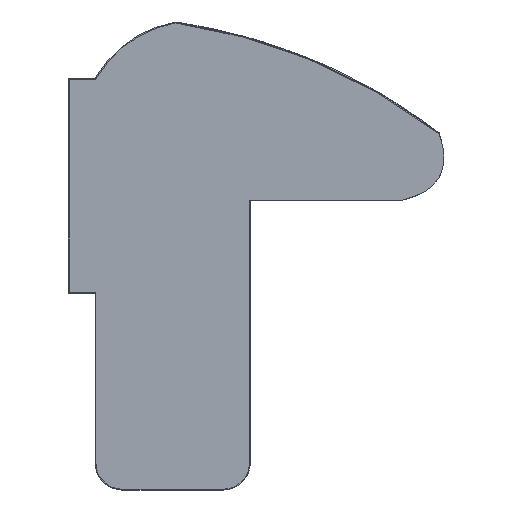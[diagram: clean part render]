
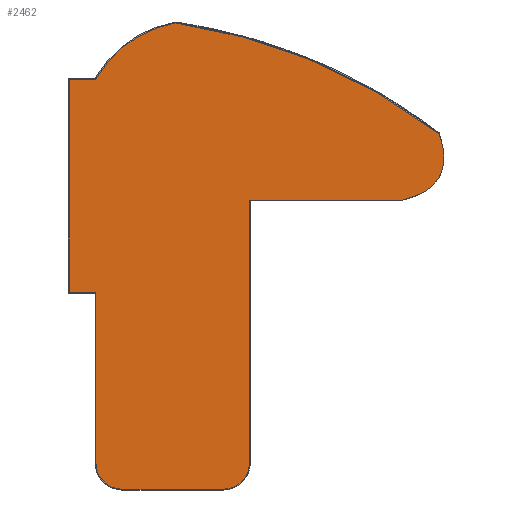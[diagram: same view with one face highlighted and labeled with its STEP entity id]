
A CAD part, front view. The second image highlights one B-rep face of the part: STEP entity #2462.
In plain terms, the highlighted planar face has unit normal (0, -1, 0).
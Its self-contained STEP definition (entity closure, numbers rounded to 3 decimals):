
#16 = CARTESIAN_POINT ( 'NONE',  ( 8.732, 0., 8.301 ) ) ;
#20 = CARTESIAN_POINT ( 'NONE',  ( 8.732, 0., 0. ) ) ;
#33 = CIRCLE ( 'NONE', #2965, 2.9 ) ;
#43 = VERTEX_POINT ( 'NONE', #892 ) ;
#95 = VERTEX_POINT ( 'NONE', #16 ) ;
#127 = CARTESIAN_POINT ( 'NONE',  ( 27.244, 0., 17.651 ) ) ;
#140 = CARTESIAN_POINT ( 'NONE',  ( 3.16, 0., 27.705 ) ) ;
#141 = VERTEX_POINT ( 'NONE', #2698 ) ;
#142 = EDGE_LOOP ( 'NONE', ( #2717, #1825, #3017, #857, #2598, #2250, #2380, #1952, #1357, #221, #2752, #1181, #341, #318 ) ) ;
#163 = CARTESIAN_POINT ( 'NONE',  ( 25.793, 0., 8.301 ) ) ;
#173 = CARTESIAN_POINT ( 'NONE',  ( -8.414, 0., -2.191 ) ) ;
#177 = DIRECTION ( 'NONE',  ( 0., 0., -1. ) ) ;
#191 = CARTESIAN_POINT ( 'NONE',  ( -11.514, 0., 21.809 ) ) ;
#201 = VECTOR ( 'NONE', #667, 1000. ) ;
#221 = ORIENTED_EDGE ( 'NONE', *, *, #879, .F. ) ;
#234 = AXIS2_PLACEMENT_3D ( 'NONE', #418, #2372, #2861 ) ;
#283 = DIRECTION ( 'NONE',  ( 0., 0., 1. ) ) ;
#310 = VERTEX_POINT ( 'NONE', #2578 ) ;
#318 = ORIENTED_EDGE ( 'NONE', *, *, #3113, .T. ) ;
#341 = ORIENTED_EDGE ( 'NONE', *, *, #428, .T. ) ;
#376 = CARTESIAN_POINT ( 'NONE',  ( 24.423, 0., 19.491 ) ) ;
#397 = EDGE_CURVE ( 'NONE', #1387, #43, #2895, .T. ) ;
#401 = CARTESIAN_POINT ( 'NONE',  ( 0.489, 0., 28.11 ) ) ;
#418 = CARTESIAN_POINT ( 'NONE',  ( -8.614, 0., -2.191 ) ) ;
#422 = CARTESIAN_POINT ( 'NONE',  ( 5.832, 0., -23.991 ) ) ;
#428 = EDGE_CURVE ( 'NONE', #1036, #2313, #2847, .T. ) ;
#461 = B_SPLINE_CURVE_WITH_KNOTS ( 'NONE', 3,
 ( #1292, #2288, #1838, #625, #127, #1081, #376, #2800, #1094, #1792, #856, #1780, #140, #2311 ),
 .UNSPECIFIED., .F., .F.,
 ( 4, 2, 2, 2, 2, 2, 4 ),
 ( 0., 0.002, 0.004, 0.008, 0.016, 0.024, 0.032 ),
 .UNSPECIFIED. ) ;
#518 = DIRECTION ( 'NONE',  ( 1., 0., 0. ) ) ;
#524 = DIRECTION ( 'NONE',  ( 1., 0., 0. ) ) ;
#542 = LINE ( 'NONE', #2426, #1123 ) ;
#613 = CARTESIAN_POINT ( 'NONE',  ( 5.832, 0., -21.091 ) ) ;
#625 = CARTESIAN_POINT ( 'NONE',  ( 27.799, 0., 17.266 ) ) ;
#667 = DIRECTION ( 'NONE',  ( 1., 0., 0. ) ) ;
#677 = CARTESIAN_POINT ( 'NONE',  ( 0., 0., -23.991 ) ) ;
#693 = CARTESIAN_POINT ( 'NONE',  ( 29.976, 0., 15.669 ) ) ;
#709 = LINE ( 'NONE', #1158, #201 ) ;
#728 = CARTESIAN_POINT ( 'NONE',  ( 0., 0., 0. ) ) ;
#781 = VERTEX_POINT ( 'NONE', #173 ) ;
#792 = DIRECTION ( 'NONE',  ( 0., 1., 0. ) ) ;
#830 = EDGE_CURVE ( 'NONE', #95, #1794, #709, .T. ) ;
#856 = CARTESIAN_POINT ( 'NONE',  ( 11.008, 0., 25.701 ) ) ;
#857 = ORIENTED_EDGE ( 'NONE', *, *, #2046, .T. ) ;
#860 = CARTESIAN_POINT ( 'NONE',  ( 2.744, 0., 15.409 ) ) ;
#879 = EDGE_CURVE ( 'NONE', #781, #1138, #2264, .T. ) ;
#880 = EDGE_CURVE ( 'NONE', #2711, #1036, #33, .T. ) ;
#891 = EDGE_CURVE ( 'NONE', #781, #2711, #2390, .T. ) ;
#892 = CARTESIAN_POINT ( 'NONE',  ( -11.414, 0., 21.809 ) ) ;
#897 = VECTOR ( 'NONE', #177, 1000. ) ;
#905 = VERTEX_POINT ( 'NONE', #693 ) ;
#919 = CARTESIAN_POINT ( 'NONE',  ( -5.514, 0., -21.091 ) ) ;
#927 = CARTESIAN_POINT ( 'NONE',  ( 31.958, 0., 9.71 ) ) ;
#1000 = AXIS2_PLACEMENT_3D ( 'NONE', #2943, #2955, #2637 ) ;
#1015 = CIRCLE ( 'NONE', #2123, 2.9 ) ;
#1036 = VERTEX_POINT ( 'NONE', #1079 ) ;
#1079 = CARTESIAN_POINT ( 'NONE',  ( -5.514, 0., -23.991 ) ) ;
#1081 = CARTESIAN_POINT ( 'NONE',  ( 25.563, 0., 18.777 ) ) ;
#1094 = CARTESIAN_POINT ( 'NONE',  ( 18.534, 0., 22.722 ) ) ;
#1119 = VECTOR ( 'NONE', #1674, 1000. ) ;
#1123 = VECTOR ( 'NONE', #2474, 1000. ) ;
#1138 = VERTEX_POINT ( 'NONE', #2183 ) ;
#1151 = DIRECTION ( 'NONE',  ( 0., 0., 1. ) ) ;
#1158 = CARTESIAN_POINT ( 'NONE',  ( 0., 0., 8.301 ) ) ;
#1181 = ORIENTED_EDGE ( 'NONE', *, *, #880, .T. ) ;
#1292 = CARTESIAN_POINT ( 'NONE',  ( 29.976, 0., 15.669 ) ) ;
#1357 = ORIENTED_EDGE ( 'NONE', *, *, #2352, .T. ) ;
#1384 = DIRECTION ( 'NONE',  ( 0., -1., 0. ) ) ;
#1387 = VERTEX_POINT ( 'NONE', #3106 ) ;
#1431 = DIRECTION ( 'NONE',  ( 0., 0., 1. ) ) ;
#1485 = CARTESIAN_POINT ( 'NONE',  ( 0., 0., -1.991 ) ) ;
#1486 = VERTEX_POINT ( 'NONE', #1791 ) ;
#1558 = AXIS2_PLACEMENT_3D ( 'NONE', #728, #792, #283 ) ;
#1565 = VECTOR ( 'NONE', #2872, 1000. ) ;
#1674 = DIRECTION ( 'NONE',  ( 0., 0., 1. ) ) ;
#1685 = EDGE_CURVE ( 'NONE', #1387, #310, #2369, .T. ) ;
#1780 = CARTESIAN_POINT ( 'NONE',  ( 5.805, 0., 27.146 ) ) ;
#1791 = CARTESIAN_POINT ( 'NONE',  ( -11.414, 0., -1.991 ) ) ;
#1792 = CARTESIAN_POINT ( 'NONE',  ( 13.555, 0., 24.818 ) ) ;
#1794 = VERTEX_POINT ( 'NONE', #1928 ) ;
#1825 = ORIENTED_EDGE ( 'NONE', *, *, #830, .T. ) ;
#1838 = CARTESIAN_POINT ( 'NONE',  ( 28.897, 0., 16.48 ) ) ;
#1876 = CARTESIAN_POINT ( 'NONE',  ( -8.414, 0., -21.091 ) ) ;
#1928 = CARTESIAN_POINT ( 'NONE',  ( 25.793, 0., 8.301 ) ) ;
#1938 = EDGE_CURVE ( 'NONE', #1794, #905, #2846, .T. ) ;
#1952 = ORIENTED_EDGE ( 'NONE', *, *, #2937, .T. ) ;
#1967 = VERTEX_POINT ( 'NONE', #401 ) ;
#1971 = AXIS2_PLACEMENT_3D ( 'NONE', #860, #2787, #2365 ) ;
#2046 = EDGE_CURVE ( 'NONE', #905, #1967, #461, .T. ) ;
#2067 = VECTOR ( 'NONE', #524, 1000. ) ;
#2123 = AXIS2_PLACEMENT_3D ( 'NONE', #613, #3026, #1151 ) ;
#2181 = LINE ( 'NONE', #1485, #2067 ) ;
#2183 = CARTESIAN_POINT ( 'NONE',  ( -8.614, 0., -1.991 ) ) ;
#2228 = VECTOR ( 'NONE', #518, 1000. ) ;
#2250 = ORIENTED_EDGE ( 'NONE', *, *, #1685, .F. ) ;
#2264 = CIRCLE ( 'NONE', #234, 0.2 ) ;
#2288 = CARTESIAN_POINT ( 'NONE',  ( 29.439, 0., 16.077 ) ) ;
#2311 = CARTESIAN_POINT ( 'NONE',  ( 0.489, 0., 28.11 ) ) ;
#2313 = VERTEX_POINT ( 'NONE', #422 ) ;
#2352 = EDGE_CURVE ( 'NONE', #1486, #1138, #2181, .T. ) ;
#2365 = DIRECTION ( 'NONE',  ( 0., 0., 1. ) ) ;
#2369 = CIRCLE ( 'NONE', #1000, 0.2 ) ;
#2372 = DIRECTION ( 'NONE',  ( 0., -1., 0. ) ) ;
#2380 = ORIENTED_EDGE ( 'NONE', *, *, #397, .T. ) ;
#2390 = LINE ( 'NONE', #1876, #897 ) ;
#2426 = CARTESIAN_POINT ( 'NONE',  ( -11.414, 0., 0. ) ) ;
#2454 = PLANE ( 'NONE',  #1558 ) ;
#2462 = ADVANCED_FACE ( 'NONE', ( #2959 ), #2454, .F. ) ;
#2474 = DIRECTION ( 'NONE',  ( 0., 0., -1. ) ) ;
#2578 = CARTESIAN_POINT ( 'NONE',  ( -8.399, 0., 21.908 ) ) ;
#2598 = ORIENTED_EDGE ( 'NONE', *, *, #3061, .T. ) ;
#2637 = DIRECTION ( 'NONE',  ( 0., 0., 1. ) ) ;
#2698 = CARTESIAN_POINT ( 'NONE',  ( 8.732, 0., -21.091 ) ) ;
#2711 = VERTEX_POINT ( 'NONE', #3048 ) ;
#2717 = ORIENTED_EDGE ( 'NONE', *, *, #2792, .T. ) ;
#2752 = ORIENTED_EDGE ( 'NONE', *, *, #891, .T. ) ;
#2787 = DIRECTION ( 'NONE',  ( 0., -1., 0. ) ) ;
#2792 = EDGE_CURVE ( 'NONE', #141, #95, #2874, .T. ) ;
#2800 = CARTESIAN_POINT ( 'NONE',  ( 20.939, 0., 21.519 ) ) ;
#2845 = CARTESIAN_POINT ( 'NONE',  ( 29.976, 0., 15.669 ) ) ;
#2846 = B_SPLINE_CURVE_WITH_KNOTS ( 'NONE', 2,
 ( #163, #927, #2845 ),
 .UNSPECIFIED., .F., .F.,
 ( 3, 3 ),
 ( 0., 0.986 ),
 .UNSPECIFIED. ) ;
#2847 = LINE ( 'NONE', #677, #2228 ) ;
#2861 = DIRECTION ( 'NONE',  ( 0., 0., 1. ) ) ;
#2872 = DIRECTION ( 'NONE',  ( -1., 0., 0. ) ) ;
#2874 = LINE ( 'NONE', #20, #1119 ) ;
#2895 = LINE ( 'NONE', #191, #1565 ) ;
#2937 = EDGE_CURVE ( 'NONE', #43, #1486, #542, .T. ) ;
#2943 = CARTESIAN_POINT ( 'NONE',  ( -8.572, 0., 22.009 ) ) ;
#2955 = DIRECTION ( 'NONE',  ( 0., -1., 0. ) ) ;
#2959 = FACE_OUTER_BOUND ( 'NONE', #142, .T. ) ;
#2965 = AXIS2_PLACEMENT_3D ( 'NONE', #919, #1384, #1431 ) ;
#3017 = ORIENTED_EDGE ( 'NONE', *, *, #1938, .T. ) ;
#3026 = DIRECTION ( 'NONE',  ( 0., -1., 0. ) ) ;
#3035 = CIRCLE ( 'NONE', #1971, 12.9 ) ;
#3048 = CARTESIAN_POINT ( 'NONE',  ( -8.414, 0., -21.091 ) ) ;
#3061 = EDGE_CURVE ( 'NONE', #1967, #310, #3035, .T. ) ;
#3106 = CARTESIAN_POINT ( 'NONE',  ( -8.572, 0., 21.809 ) ) ;
#3113 = EDGE_CURVE ( 'NONE', #2313, #141, #1015, .T. ) ;
